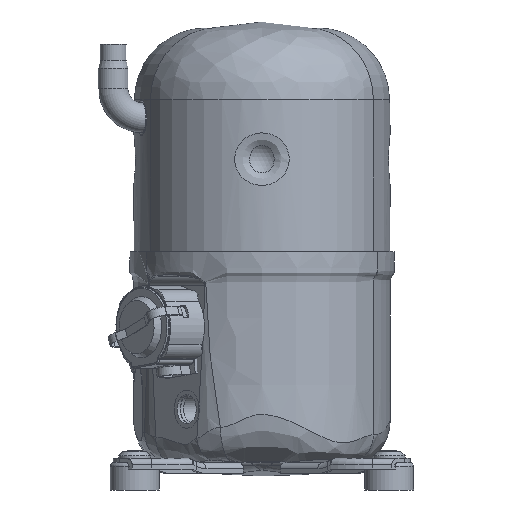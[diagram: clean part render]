
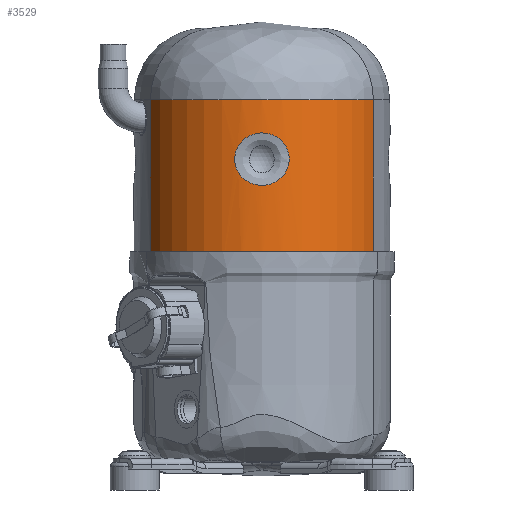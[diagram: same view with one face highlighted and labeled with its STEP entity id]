
A CAD part, front view. The second image highlights one B-rep face of the part: STEP entity #3529.
In plain terms, the highlighted cylindrical face has radius 90.3 mm (diameter 180.6 mm), a partial arc.
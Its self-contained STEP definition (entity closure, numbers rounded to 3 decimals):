
#1377=LINE('',#21702,#1990);
#1378=LINE('',#21739,#1991);
#1990=VECTOR('',#17025,1.);
#1991=VECTOR('',#17032,1.);
#2292=B_SPLINE_CURVE_WITH_KNOTS('',3,(#21708,#21709,#21710,#21711,#21712,
#21713,#21714,#21715,#21716,#21717,#21718,#21719,#21720,#21721,#21722,#21723,
#21724,#21725,#21726,#21727,#21728,#21729,#21730,#21731,#21732,#21733,#21734,
#21735,#21736,#21737),.UNSPECIFIED.,.T.,.F.,(2,2,2,2,2,2,2,2,2,2,2,2,2,2,
2,2,2),(-0.063,0.,0.062,0.125,0.25,0.312,
0.375,0.437,0.5,0.562,
0.625,0.75,0.813,0.875,0.938,1.,1.063),.UNSPECIFIED.);
#2925=CYLINDRICAL_SURFACE('',#14152,90.3);
#3529=ADVANCED_FACE('',(#4556,#4557),#2925,.T.);
#4556=FACE_BOUND('',#5426,.T.);
#4557=FACE_BOUND('',#5427,.T.);
#5426=EDGE_LOOP('',(#7929));
#5427=EDGE_LOOP('',(#7930,#7931,#7932,#7933));
#7929=ORIENTED_EDGE('',*,*,#11691,.T.);
#7930=ORIENTED_EDGE('',*,*,#11692,.F.);
#7931=ORIENTED_EDGE('',*,*,#11693,.T.);
#7932=ORIENTED_EDGE('',*,*,#11688,.T.);
#7933=ORIENTED_EDGE('',*,*,#11694,.T.);
#10159=VERTEX_POINT('',#21703);
#10160=VERTEX_POINT('',#21704);
#10161=VERTEX_POINT('',#21738);
#10162=VERTEX_POINT('',#21740);
#10163=VERTEX_POINT('',#21741);
#11688=EDGE_CURVE('',#10159,#10160,#1377,.T.);
#11691=EDGE_CURVE('',#10161,#10161,#2292,.T.);
#11692=EDGE_CURVE('',#10162,#10163,#1378,.T.);
#11693=EDGE_CURVE('',#10162,#10159,#12907,.T.);
#11694=EDGE_CURVE('',#10160,#10163,#12908,.T.);
#12907=CIRCLE('',#14150,90.3);
#12908=CIRCLE('',#14151,90.3);
#14150=AXIS2_PLACEMENT_3D('',#21742,#17033,#17034);
#14151=AXIS2_PLACEMENT_3D('',#21743,#17035,#17036);
#14152=AXIS2_PLACEMENT_3D('',#21744,#17037,#17038);
#17025=DIRECTION('',(0.,0.,-1.));
#17032=DIRECTION('',(0.,0.,-1.));
#17033=DIRECTION('',(0.,0.,-1.));
#17034=DIRECTION('',(0.,-1.,0.));
#17035=DIRECTION('',(0.,0.,1.));
#17036=DIRECTION('',(0.,-1.,0.));
#17037=DIRECTION('',(0.,0.,-1.));
#17038=DIRECTION('',(0.,1.,0.));
#21702=CARTESIAN_POINT('',(-83.446,-63.209,171.2));
#21703=CARTESIAN_POINT('',(-83.446,-63.209,113.7));
#21704=CARTESIAN_POINT('',(-83.446,-63.209,-14.8));
#21708=CARTESIAN_POINT('',(20.413,-116.663,71.859));
#21709=CARTESIAN_POINT('',(20.413,-116.663,66.541));
#21710=CARTESIAN_POINT('',(19.859,-116.796,63.933));
#21711=CARTESIAN_POINT('',(17.759,-117.243,59.127));
#21712=CARTESIAN_POINT('',(16.209,-117.554,56.946));
#21713=CARTESIAN_POINT('',(10.523,-118.467,51.586));
#21714=CARTESIAN_POINT('',(5.263,-119.,49.57));
#21715=CARTESIAN_POINT('',(-2.625,-119.,49.568));
#21716=CARTESIAN_POINT('',(-5.248,-118.881,50.051));
#21717=CARTESIAN_POINT('',(-10.157,-118.461,51.955));
#21718=CARTESIAN_POINT('',(-12.392,-118.167,53.348));
#21719=CARTESIAN_POINT('',(-16.23,-117.551,56.965));
#21720=CARTESIAN_POINT('',(-17.756,-117.244,59.12));
#21721=CARTESIAN_POINT('',(-19.86,-116.796,63.934));
#21722=CARTESIAN_POINT('',(-20.411,-116.663,66.564));
#21723=CARTESIAN_POINT('',(-20.415,-116.662,71.81));
#21724=CARTESIAN_POINT('',(-19.862,-116.795,74.453));
#21725=CARTESIAN_POINT('',(-17.774,-117.24,79.247));
#21726=CARTESIAN_POINT('',(-16.232,-117.55,81.43));
#21727=CARTESIAN_POINT('',(-10.515,-118.469,86.828));
#21728=CARTESIAN_POINT('',(-5.27,-119.,88.831));
#21729=CARTESIAN_POINT('',(2.635,-119.,88.831));
#21730=CARTESIAN_POINT('',(5.267,-118.879,88.342));
#21731=CARTESIAN_POINT('',(10.145,-118.462,86.449));
#21732=CARTESIAN_POINT('',(12.415,-118.163,85.029));
#21733=CARTESIAN_POINT('',(16.201,-117.555,81.463));
#21734=CARTESIAN_POINT('',(17.756,-117.243,79.274));
#21735=CARTESIAN_POINT('',(19.849,-116.798,74.496));
#21736=CARTESIAN_POINT('',(20.413,-116.663,71.859));
#21737=CARTESIAN_POINT('',(20.413,-116.663,66.541));
#21738=CARTESIAN_POINT('',(20.413,-116.663,69.2));
#21739=CARTESIAN_POINT('',(83.446,-63.209,171.2));
#21740=CARTESIAN_POINT('',(83.446,-63.209,113.7));
#21741=CARTESIAN_POINT('',(83.446,-63.209,-14.8));
#21742=CARTESIAN_POINT('',(0.,-28.7,113.7));
#21743=CARTESIAN_POINT('',(0.,-28.7,-14.8));
#21744=CARTESIAN_POINT('',(0.,-28.7,171.2));
